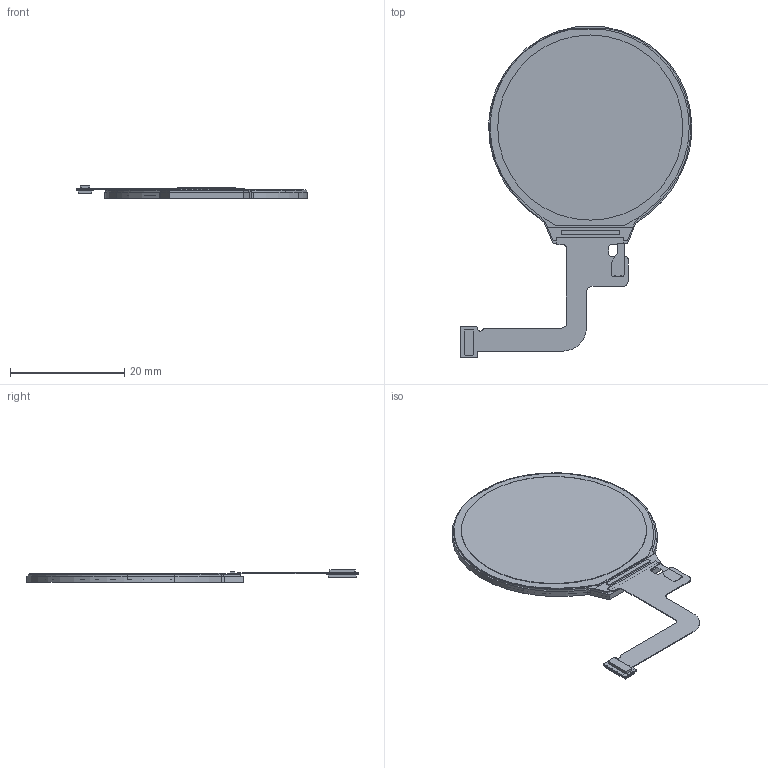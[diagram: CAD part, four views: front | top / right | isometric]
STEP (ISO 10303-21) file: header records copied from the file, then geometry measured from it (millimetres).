
FILE_DESCRIPTION (( 'STEP AP203' ), '1' );
FILE_NAME ('1.28 渡.STEP', '2022-10-26T07:25:10', ( '' ), ( '' ), 'SwSTEP 2.0', 'SolidWorks 2022', '' );
FILE_SCHEMA (( 'CONFIG_CONTROL_DESIGN' ));
Length unit declared in the file: millimetre
Products named in the file (1): 1.28 渡
Bounding box: 40.45 x 58.08 x 2.1 mm (x, y, z)
Volume: 2335.1 mm3; surface area: 8528.2 mm2
Topology: 9 solids, 9 shells, 129 faces, 327 edges, 218 vertices
Faces by surface type: plane 83, cylinder 36, bspline 10
Entity records: 4048 total; most frequent: CARTESIAN_POINT 863, ORIENTED_EDGE 654, DIRECTION 617, EDGE_CURVE 327, LINE 233, VECTOR 233, VERTEX_POINT 218, AXIS2_PLACEMENT_3D 192
